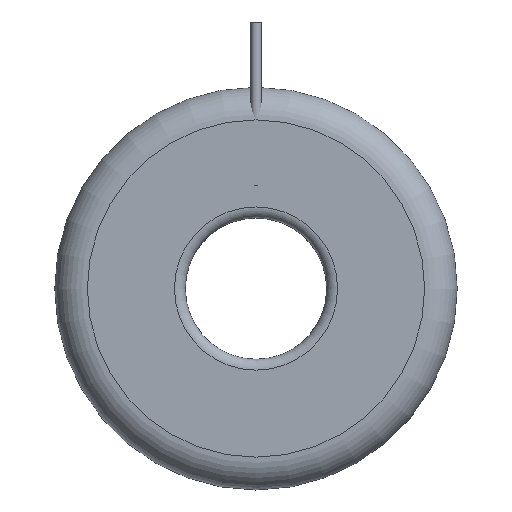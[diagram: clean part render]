
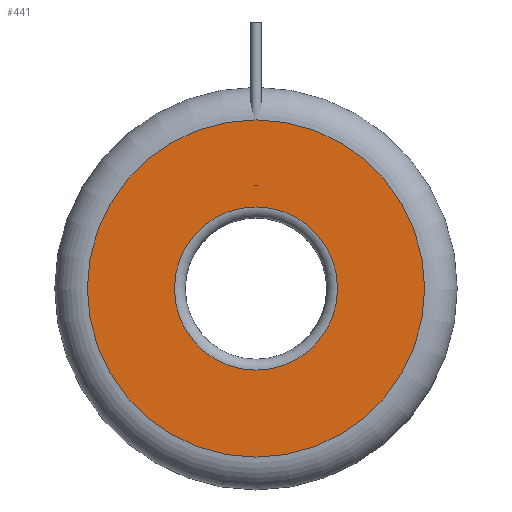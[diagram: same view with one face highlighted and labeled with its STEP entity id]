
A CAD part, top view. The second image highlights one B-rep face of the part: STEP entity #441.
In plain terms, the highlighted planar face has unit normal (0, 0, 1).
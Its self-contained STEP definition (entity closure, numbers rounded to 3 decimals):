
#262 = TOROIDAL_SURFACE('',#263,7.5,1.);
#263 = AXIS2_PLACEMENT_3D('',#264,#265,#266);
#264 = CARTESIAN_POINT('',(0.,0.,6.));
#265 = DIRECTION('',(-0.,-0.,1.));
#266 = DIRECTION('',(1.,0.,0.));
#317 = TOROIDAL_SURFACE('',#318,15.5,3.);
#318 = AXIS2_PLACEMENT_3D('',#319,#320,#321);
#319 = CARTESIAN_POINT('',(0.,0.,4.));
#320 = DIRECTION('',(0.,0.,1.));
#321 = DIRECTION('',(1.,0.,0.));
#335 = VERTEX_POINT('',#336);
#336 = CARTESIAN_POINT('',(7.5,0.,7.));
#356 = EDGE_CURVE('',#335,#335,#357,.T.);
#357 = SURFACE_CURVE('',#358,(#363,#370),.PCURVE_S1.);
#358 = CIRCLE('',#359,7.5);
#359 = AXIS2_PLACEMENT_3D('',#360,#361,#362);
#360 = CARTESIAN_POINT('',(0.,0.,7.));
#361 = DIRECTION('',(0.,-0.,1.));
#362 = DIRECTION('',(1.,0.,0.));
#363 = PCURVE('',#262,#364);
#364 = DEFINITIONAL_REPRESENTATION('',(#365),#369);
#365 = LINE('',#366,#367);
#366 = CARTESIAN_POINT('',(0.,1.571));
#367 = VECTOR('',#368,1.);
#368 = DIRECTION('',(1.,0.));
#369 = ( GEOMETRIC_REPRESENTATION_CONTEXT(2) 
PARAMETRIC_REPRESENTATION_CONTEXT() REPRESENTATION_CONTEXT('2D SPACE',''
  ) );
#370 = PCURVE('',#371,#376);
#371 = PLANE('',#372);
#372 = AXIS2_PLACEMENT_3D('',#373,#374,#375);
#373 = CARTESIAN_POINT('',(18.5,0.,7.));
#374 = DIRECTION('',(0.,0.,-1.));
#375 = DIRECTION('',(-1.,0.,0.));
#376 = DEFINITIONAL_REPRESENTATION('',(#377),#385);
#377 = ( BOUNDED_CURVE() B_SPLINE_CURVE(2,(#378,#379,#380,#381,#382,#383
,#384),.UNSPECIFIED.,.F.,.F.) B_SPLINE_CURVE_WITH_KNOTS((1,2,2,2,2,1),(
    -2.094,0.,2.094,4.189,6.283,
8.378),.UNSPECIFIED.) CURVE() GEOMETRIC_REPRESENTATION_ITEM() 
RATIONAL_B_SPLINE_CURVE((1.,0.5,1.,0.5,1.,0.5,1.)) REPRESENTATION_ITEM(
  '') );
#378 = CARTESIAN_POINT('',(11.,0.));
#379 = CARTESIAN_POINT('',(11.,12.99));
#380 = CARTESIAN_POINT('',(22.25,6.495));
#381 = CARTESIAN_POINT('',(33.5,0.));
#382 = CARTESIAN_POINT('',(22.25,-6.495));
#383 = CARTESIAN_POINT('',(11.,-12.99));
#384 = CARTESIAN_POINT('',(11.,0.));
#385 = ( GEOMETRIC_REPRESENTATION_CONTEXT(2) 
PARAMETRIC_REPRESENTATION_CONTEXT() REPRESENTATION_CONTEXT('2D SPACE',''
  ) );
#393 = VERTEX_POINT('',#394);
#394 = CARTESIAN_POINT('',(15.5,0.,7.));
#416 = EDGE_CURVE('',#393,#393,#417,.T.);
#417 = SURFACE_CURVE('',#418,(#423,#430),.PCURVE_S1.);
#418 = CIRCLE('',#419,15.5);
#419 = AXIS2_PLACEMENT_3D('',#420,#421,#422);
#420 = CARTESIAN_POINT('',(0.,0.,7.));
#421 = DIRECTION('',(0.,0.,1.));
#422 = DIRECTION('',(1.,0.,0.));
#423 = PCURVE('',#317,#424);
#424 = DEFINITIONAL_REPRESENTATION('',(#425),#429);
#425 = LINE('',#426,#427);
#426 = CARTESIAN_POINT('',(0.,1.571));
#427 = VECTOR('',#428,1.);
#428 = DIRECTION('',(1.,0.));
#429 = ( GEOMETRIC_REPRESENTATION_CONTEXT(2) 
PARAMETRIC_REPRESENTATION_CONTEXT() REPRESENTATION_CONTEXT('2D SPACE',''
  ) );
#430 = PCURVE('',#371,#431);
#431 = DEFINITIONAL_REPRESENTATION('',(#432),#440);
#432 = ( BOUNDED_CURVE() B_SPLINE_CURVE(2,(#433,#434,#435,#436,#437,#438
,#439),.UNSPECIFIED.,.F.,.F.) B_SPLINE_CURVE_WITH_KNOTS((1,2,2,2,2,1),(
    -2.094,0.,2.094,4.189,6.283,
8.378),.UNSPECIFIED.) CURVE() GEOMETRIC_REPRESENTATION_ITEM() 
RATIONAL_B_SPLINE_CURVE((1.,0.5,1.,0.5,1.,0.5,1.)) REPRESENTATION_ITEM(
  '') );
#433 = CARTESIAN_POINT('',(3.,0.));
#434 = CARTESIAN_POINT('',(3.,26.847));
#435 = CARTESIAN_POINT('',(26.25,13.423));
#436 = CARTESIAN_POINT('',(49.5,0.));
#437 = CARTESIAN_POINT('',(26.25,-13.423));
#438 = CARTESIAN_POINT('',(3.,-26.847));
#439 = CARTESIAN_POINT('',(3.,0.));
#440 = ( GEOMETRIC_REPRESENTATION_CONTEXT(2) 
PARAMETRIC_REPRESENTATION_CONTEXT() REPRESENTATION_CONTEXT('2D SPACE',''
  ) );
#441 = ADVANCED_FACE('',(#442,#445),#371,.F.);
#442 = FACE_BOUND('',#443,.F.);
#443 = EDGE_LOOP('',(#444));
#444 = ORIENTED_EDGE('',*,*,#356,.T.);
#445 = FACE_BOUND('',#446,.F.);
#446 = EDGE_LOOP('',(#447));
#447 = ORIENTED_EDGE('',*,*,#416,.F.);
